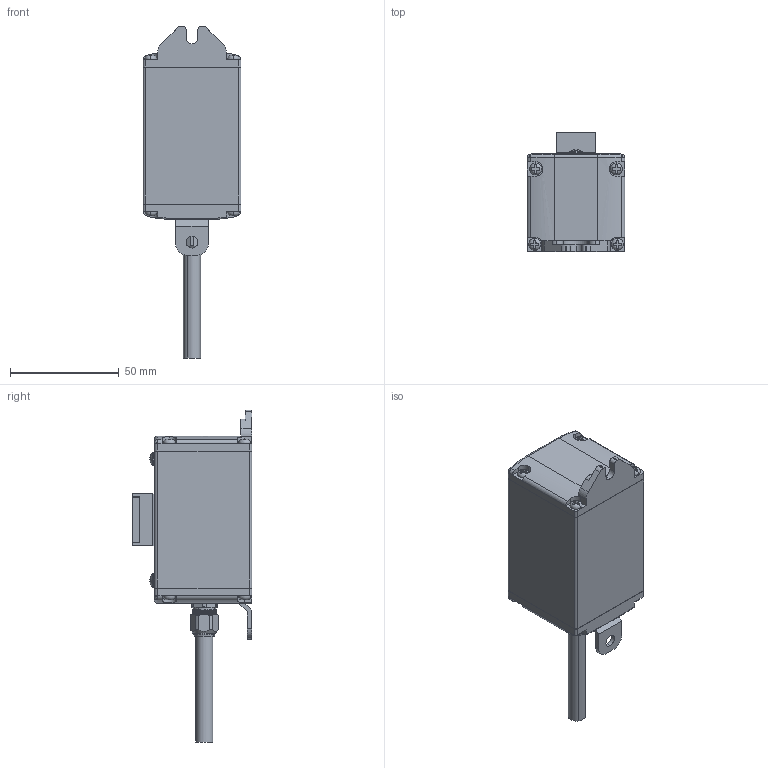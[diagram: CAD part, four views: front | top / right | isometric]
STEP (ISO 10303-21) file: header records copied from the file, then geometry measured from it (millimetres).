
FILE_DESCRIPTION (( 'STEP AP203' ), '1' );
FILE_NAME ('R4C-103-STP.step', '2024-06-19T08:20:55', ( '' ), ( '' ), 'SwSTEP 2.0', 'SolidWorks 2011', '' );
FILE_SCHEMA (( 'CONFIG_CONTROL_DESIGN' ));
Length unit declared in the file: millimetre
Products named in the file (1): R4C-103-STP
Bounding box: 45 x 55 x 152.9 mm (x, y, z)
Volume: 162323.6 mm3; surface area: 22905.5 mm2
Topology: 1 solids, 3 shells, 487 faces, 1306 edges, 848 vertices
Faces by surface type: plane 293, cylinder 105, cone 33, torus 30, bspline 22, sphere 4
Entity records: 19729 total; most frequent: CARTESIAN_POINT 7799, ORIENTED_EDGE 2612, DIRECTION 2320, EDGE_CURVE 1306, VERTEX_POINT 848, AXIS2_PLACEMENT_3D 799, VECTOR 722, LINE 722
